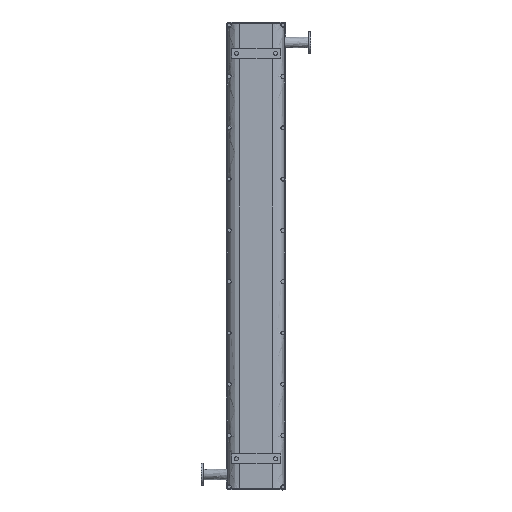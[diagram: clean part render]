
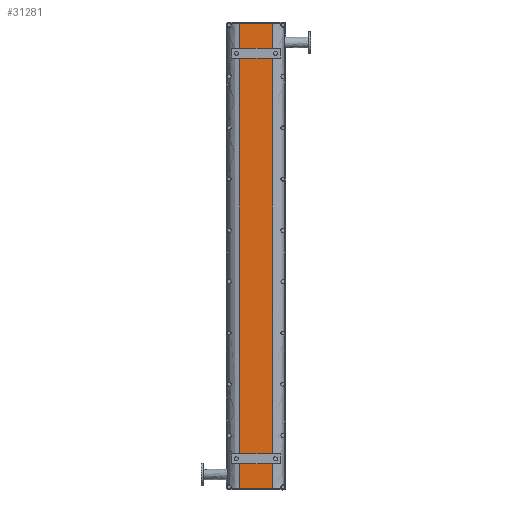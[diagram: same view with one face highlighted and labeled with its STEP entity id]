
A CAD part, front view. The second image highlights one B-rep face of the part: STEP entity #31281.
In plain terms, the highlighted free-form (B-spline) face has degree [1, 1] with [2, 2] control points.
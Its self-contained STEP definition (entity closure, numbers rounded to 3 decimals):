
#24424 = VERTEX_POINT('',#24425);
#24425 = CARTESIAN_POINT('',(-38.399,0.,
    1051.794));
#24431 = EDGE_CURVE('',#24424,#24432,#24434,.T.);
#24432 = VERTEX_POINT('',#24433);
#24433 = CARTESIAN_POINT('',(38.399,0.,
    1051.794));
#24434 = B_SPLINE_CURVE_WITH_KNOTS('',1,(#24435,#24436),.UNSPECIFIED.,
  .F.,.F.,(2,2),(-69.,0.),.PIECEWISE_BEZIER_KNOTS.);
#24435 = CARTESIAN_POINT('',(-38.399,0.,
    1051.794));
#24436 = CARTESIAN_POINT('',(38.399,0.,
    1051.794));
#26327 = VERTEX_POINT('',#26328);
#26328 = CARTESIAN_POINT('',(38.399,0.,
    -5.565));
#26334 = EDGE_CURVE('',#26335,#26327,#26337,.T.);
#26335 = VERTEX_POINT('',#26336);
#26336 = CARTESIAN_POINT('',(-38.399,0.,
    -5.565));
#26337 = B_SPLINE_CURVE_WITH_KNOTS('',1,(#26338,#26339),.UNSPECIFIED.,
  .F.,.F.,(2,2),(-69.,0.),.PIECEWISE_BEZIER_KNOTS.);
#26338 = CARTESIAN_POINT('',(-38.399,0.,
    -5.565));
#26339 = CARTESIAN_POINT('',(38.399,0.,
    -5.565));
#31281 = ADVANCED_FACE('',(#31282,#31312,#31326),#31356,.F.);
#31282 = FACE_BOUND('',#31283,.T.);
#31283 = EDGE_LOOP('',(#31284,#31293,#31300,#31307));
#31284 = ORIENTED_EDGE('',*,*,#31285,.F.);
#31285 = EDGE_CURVE('',#31286,#31288,#31290,.T.);
#31286 = VERTEX_POINT('',#31287);
#31287 = CARTESIAN_POINT('',(-27.825,0.,
    66.781));
#31288 = VERTEX_POINT('',#31289);
#31289 = CARTESIAN_POINT('',(-27.825,0.,
    55.65));
#31290 = B_SPLINE_CURVE_WITH_KNOTS('',1,(#31291,#31292),.UNSPECIFIED.,
  .F.,.F.,(2,2),(0.,10.),.PIECEWISE_BEZIER_KNOTS.);
#31291 = CARTESIAN_POINT('',(-27.825,0.,
    66.781));
#31292 = CARTESIAN_POINT('',(-27.825,0.,
    55.65));
#31293 = ORIENTED_EDGE('',*,*,#31294,.F.);
#31294 = EDGE_CURVE('',#31295,#31286,#31297,.T.);
#31295 = VERTEX_POINT('',#31296);
#31296 = CARTESIAN_POINT('',(27.825,0.,
    66.781));
#31297 = B_SPLINE_CURVE_WITH_KNOTS('',1,(#31298,#31299),.UNSPECIFIED.,
  .F.,.F.,(2,2),(0.,50.),.PIECEWISE_BEZIER_KNOTS.);
#31298 = CARTESIAN_POINT('',(27.825,0.,
    66.781));
#31299 = CARTESIAN_POINT('',(-27.825,0.,
    66.781));
#31300 = ORIENTED_EDGE('',*,*,#31301,.F.);
#31301 = EDGE_CURVE('',#31302,#31295,#31304,.T.);
#31302 = VERTEX_POINT('',#31303);
#31303 = CARTESIAN_POINT('',(27.825,0.,
    55.65));
#31304 = B_SPLINE_CURVE_WITH_KNOTS('',1,(#31305,#31306),.UNSPECIFIED.,
  .F.,.F.,(2,2),(-10.,0.),.PIECEWISE_BEZIER_KNOTS.);
#31305 = CARTESIAN_POINT('',(27.825,0.,
    55.65));
#31306 = CARTESIAN_POINT('',(27.825,0.,
    66.781));
#31307 = ORIENTED_EDGE('',*,*,#31308,.F.);
#31308 = EDGE_CURVE('',#31288,#31302,#31309,.T.);
#31309 = B_SPLINE_CURVE_WITH_KNOTS('',1,(#31310,#31311),.UNSPECIFIED.,
  .F.,.F.,(2,2),(-50.,0.),.PIECEWISE_BEZIER_KNOTS.);
#31310 = CARTESIAN_POINT('',(-27.825,0.,
    55.65));
#31311 = CARTESIAN_POINT('',(27.825,0.,
    55.65));
#31312 = FACE_BOUND('',#31313,.T.);
#31313 = EDGE_LOOP('',(#31314,#31319,#31320,#31325));
#31314 = ORIENTED_EDGE('',*,*,#31315,.T.);
#31315 = EDGE_CURVE('',#24424,#26335,#31316,.T.);
#31316 = B_SPLINE_CURVE_WITH_KNOTS('',1,(#31317,#31318),.UNSPECIFIED.,
  .F.,.F.,(2,2),(-5.,945.),.PIECEWISE_BEZIER_KNOTS.);
#31317 = CARTESIAN_POINT('',(-38.399,0.,
    1051.794));
#31318 = CARTESIAN_POINT('',(-38.399,0.,
    -5.565));
#31319 = ORIENTED_EDGE('',*,*,#26334,.T.);
#31320 = ORIENTED_EDGE('',*,*,#31321,.F.);
#31321 = EDGE_CURVE('',#24432,#26327,#31322,.T.);
#31322 = B_SPLINE_CURVE_WITH_KNOTS('',1,(#31323,#31324),.UNSPECIFIED.,
  .F.,.F.,(2,2),(-5.,945.),.PIECEWISE_BEZIER_KNOTS.);
#31323 = CARTESIAN_POINT('',(38.399,0.,
    1051.794));
#31324 = CARTESIAN_POINT('',(38.399,0.,
    -5.565));
#31325 = ORIENTED_EDGE('',*,*,#24431,.F.);
#31326 = FACE_BOUND('',#31327,.T.);
#31327 = EDGE_LOOP('',(#31328,#31337,#31344,#31351));
#31328 = ORIENTED_EDGE('',*,*,#31329,.F.);
#31329 = EDGE_CURVE('',#31330,#31332,#31334,.T.);
#31330 = VERTEX_POINT('',#31331);
#31331 = CARTESIAN_POINT('',(-27.825,0.,
    990.578));
#31332 = VERTEX_POINT('',#31333);
#31333 = CARTESIAN_POINT('',(-27.825,0.,
    979.448));
#31334 = B_SPLINE_CURVE_WITH_KNOTS('',1,(#31335,#31336),.UNSPECIFIED.,
  .F.,.F.,(2,2),(0.,10.),.PIECEWISE_BEZIER_KNOTS.);
#31335 = CARTESIAN_POINT('',(-27.825,0.,
    990.578));
#31336 = CARTESIAN_POINT('',(-27.825,0.,
    979.448));
#31337 = ORIENTED_EDGE('',*,*,#31338,.F.);
#31338 = EDGE_CURVE('',#31339,#31330,#31341,.T.);
#31339 = VERTEX_POINT('',#31340);
#31340 = CARTESIAN_POINT('',(27.825,0.,
    990.578));
#31341 = B_SPLINE_CURVE_WITH_KNOTS('',1,(#31342,#31343),.UNSPECIFIED.,
  .F.,.F.,(2,2),(0.,50.),.PIECEWISE_BEZIER_KNOTS.);
#31342 = CARTESIAN_POINT('',(27.825,0.,
    990.578));
#31343 = CARTESIAN_POINT('',(-27.825,0.,
    990.578));
#31344 = ORIENTED_EDGE('',*,*,#31345,.F.);
#31345 = EDGE_CURVE('',#31346,#31339,#31348,.T.);
#31346 = VERTEX_POINT('',#31347);
#31347 = CARTESIAN_POINT('',(27.825,0.,
    979.448));
#31348 = B_SPLINE_CURVE_WITH_KNOTS('',1,(#31349,#31350),.UNSPECIFIED.,
  .F.,.F.,(2,2),(-10.,0.),.PIECEWISE_BEZIER_KNOTS.);
#31349 = CARTESIAN_POINT('',(27.825,0.,
    979.448));
#31350 = CARTESIAN_POINT('',(27.825,0.,
    990.578));
#31351 = ORIENTED_EDGE('',*,*,#31352,.F.);
#31352 = EDGE_CURVE('',#31332,#31346,#31353,.T.);
#31353 = B_SPLINE_CURVE_WITH_KNOTS('',1,(#31354,#31355),.UNSPECIFIED.,
  .F.,.F.,(2,2),(-50.,0.),.PIECEWISE_BEZIER_KNOTS.);
#31354 = CARTESIAN_POINT('',(-27.825,0.,
    979.448));
#31355 = CARTESIAN_POINT('',(27.825,0.,
    979.448));
#31356 = B_SPLINE_SURFACE_WITH_KNOTS('',1,1,(
    (#31357,#31358)
    ,(#31359,#31360
    )),.UNSPECIFIED.,.F.,.F.,.F.,(2,2),(2,2),(-69.,0.),(
    -945.,5.),.PIECEWISE_BEZIER_KNOTS.);
#31357 = CARTESIAN_POINT('',(38.399,0.,-5.565));
#31358 = CARTESIAN_POINT('',(38.399,0.,1051.794));
#31359 = CARTESIAN_POINT('',(-38.399,0.,
    -5.565));
#31360 = CARTESIAN_POINT('',(-38.399,0.,
    1051.794));
